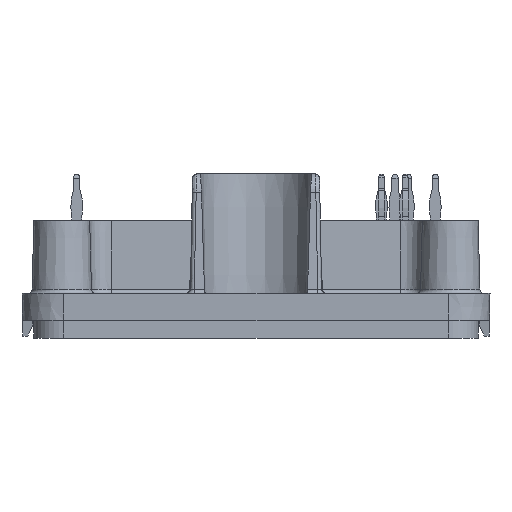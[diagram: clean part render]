
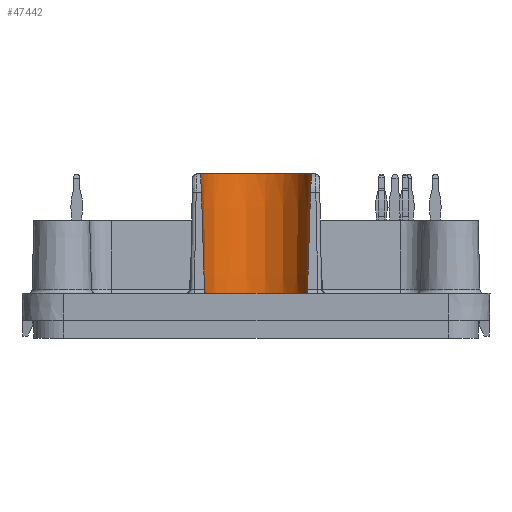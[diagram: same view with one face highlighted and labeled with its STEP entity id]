
A CAD part, left-side view. The second image highlights one B-rep face of the part: STEP entity #47442.
In plain terms, the highlighted conical face has half-angle 1 degrees and reference radius 5.538 mm.
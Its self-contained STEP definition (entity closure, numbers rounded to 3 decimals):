
#73=CONICAL_SURFACE('',#49483,5.538,0.017);
#129=B_SPLINE_CURVE_WITH_KNOTS('',3,(#67317,#67318,#67319,#67320,#67321),
 .UNSPECIFIED.,.F.,.F.,(4,1,4),(0.,0.002,0.003),
 .UNSPECIFIED.);
#130=B_SPLINE_CURVE_WITH_KNOTS('',3,(#67329,#67330,#67331,#67332,#67333),
 .UNSPECIFIED.,.F.,.F.,(4,1,4),(0.,0.002,
0.003),.UNSPECIFIED.);
#131=B_SPLINE_CURVE_WITH_KNOTS('',3,(#67339,#67340,#67341,#67342),
 .UNSPECIFIED.,.F.,.F.,(4,4),(0.,0.001),.UNSPECIFIED.);
#136=B_SPLINE_CURVE_WITH_KNOTS('',3,(#67396,#67397,#67398,#67399),
 .UNSPECIFIED.,.F.,.F.,(4,4),(0.,0.001),
 .UNSPECIFIED.);
#149=ELLIPSE('',#49464,126.261,6.231);
#152=ELLIPSE('',#49482,126.261,6.231);
#9480=ORIENTED_EDGE('',*,*,#19287,.F.);
#9481=ORIENTED_EDGE('',*,*,#19605,.T.);
#9482=ORIENTED_EDGE('',*,*,#19603,.T.);
#9483=ORIENTED_EDGE('',*,*,#19592,.T.);
#9484=ORIENTED_EDGE('',*,*,#19583,.T.);
#9485=ORIENTED_EDGE('',*,*,#19581,.T.);
#9486=ORIENTED_EDGE('',*,*,#19580,.T.);
#9487=ORIENTED_EDGE('',*,*,#19578,.T.);
#9488=ORIENTED_EDGE('',*,*,#19576,.T.);
#19287=EDGE_CURVE('',#24499,#24499,#27941,.T.);
#19576=EDGE_CURVE('',#24694,#24695,#129,.T.);
#19578=EDGE_CURVE('',#24696,#24694,#28068,.F.);
#19580=EDGE_CURVE('',#24697,#24696,#130,.T.);
#19581=EDGE_CURVE('',#24698,#24697,#149,.F.);
#19583=EDGE_CURVE('',#24699,#24698,#131,.T.);
#19592=EDGE_CURVE('',#24704,#24699,#28069,.T.);
#19603=EDGE_CURVE('',#24709,#24704,#136,.T.);
#19605=EDGE_CURVE('',#24695,#24709,#152,.F.);
#24499=VERTEX_POINT('',#63356);
#24694=VERTEX_POINT('',#67314);
#24695=VERTEX_POINT('',#67316);
#24696=VERTEX_POINT('',#67324);
#24697=VERTEX_POINT('',#67328);
#24698=VERTEX_POINT('',#67336);
#24699=VERTEX_POINT('',#67343);
#24704=VERTEX_POINT('',#67368);
#24709=VERTEX_POINT('',#67400);
#27941=CIRCLE('',#49219,5.349);
#28068=CIRCLE('',#49461,5.585);
#28069=CIRCLE('',#49471,5.375);
#29474=EDGE_LOOP('',(#9480));
#29475=EDGE_LOOP('',(#9481,#9482,#9483,#9484,#9485,#9486,#9487,#9488));
#31503=FACE_BOUND('',#29474,.T.);
#31504=FACE_BOUND('',#29475,.T.);
#47442=ADVANCED_FACE('',(#31503,#31504),#73,.F.);
#49219=AXIS2_PLACEMENT_3D('',#63355,#52761,#52762);
#49461=AXIS2_PLACEMENT_3D('',#67325,#53370,#53371);
#49464=AXIS2_PLACEMENT_3D('',#67335,#53377,#53378);
#49471=AXIS2_PLACEMENT_3D('',#67367,#53397,#53398);
#49482=AXIS2_PLACEMENT_3D('',#67403,#53425,#53426);
#49483=AXIS2_PLACEMENT_3D('',#67404,#53427,#53428);
#52761=DIRECTION('',(0.,0.,1.));
#52762=DIRECTION('',(1.,0.,0.));
#53370=DIRECTION('',(0.,0.,-1.));
#53371=DIRECTION('',(1.,0.,0.));
#53377=DIRECTION('',(0.999,0.,-0.052));
#53378=DIRECTION('',(0.052,0.,0.999));
#53397=DIRECTION('',(0.,0.,1.));
#53398=DIRECTION('',(-1.,0.,0.));
#53425=DIRECTION('',(0.999,0.,-0.052));
#53426=DIRECTION('',(0.052,0.,0.999));
#53427=DIRECTION('',(0.,0.,1.));
#53428=DIRECTION('',(-1.,0.,0.));
#63355=CARTESIAN_POINT('',(-46.5,0.,-0.3));
#63356=CARTESIAN_POINT('',(-41.151,0.,-0.3));
#67314=CARTESIAN_POINT('',(-45.473,5.49,13.2));
#67316=CARTESIAN_POINT('',(-47.47,5.466,11.305));
#67317=CARTESIAN_POINT('',(-45.473,5.49,13.2));
#67318=CARTESIAN_POINT('',(-45.977,5.584,13.2));
#67319=CARTESIAN_POINT('',(-46.987,5.597,12.796));
#67320=CARTESIAN_POINT('',(-47.444,5.48,11.816));
#67321=CARTESIAN_POINT('',(-47.47,5.466,11.305));
#67324=CARTESIAN_POINT('',(-45.473,-5.49,13.2));
#67325=CARTESIAN_POINT('',(-46.5,0.,13.2));
#67328=CARTESIAN_POINT('',(-47.47,-5.466,11.305));
#67329=CARTESIAN_POINT('',(-47.47,-5.466,11.305));
#67330=CARTESIAN_POINT('',(-47.444,-5.48,11.816));
#67331=CARTESIAN_POINT('',(-46.988,-5.597,12.795));
#67332=CARTESIAN_POINT('',(-45.977,-5.584,13.2));
#67333=CARTESIAN_POINT('',(-45.473,-5.49,13.2));
#67335=CARTESIAN_POINT('',(-44.299,0.,71.817));
#67336=CARTESIAN_POINT('',(-47.98,-5.174,1.579));
#67339=CARTESIAN_POINT('',(-48.38,-5.036,1.2));
#67340=CARTESIAN_POINT('',(-48.182,-5.11,1.2));
#67341=CARTESIAN_POINT('',(-47.991,-5.167,1.369));
#67342=CARTESIAN_POINT('',(-47.98,-5.174,1.579));
#67343=CARTESIAN_POINT('',(-48.38,-5.036,1.2));
#67367=CARTESIAN_POINT('',(-46.5,0.,1.2));
#67368=CARTESIAN_POINT('',(-48.38,5.036,1.2));
#67396=CARTESIAN_POINT('',(-47.98,5.174,1.579));
#67397=CARTESIAN_POINT('',(-47.991,5.167,1.369));
#67398=CARTESIAN_POINT('',(-48.183,5.11,1.2));
#67399=CARTESIAN_POINT('',(-48.38,5.036,1.2));
#67400=CARTESIAN_POINT('',(-47.98,5.174,1.579));
#67403=CARTESIAN_POINT('',(-44.299,0.,71.817));
#67404=CARTESIAN_POINT('',(-46.5,0.,10.497));
